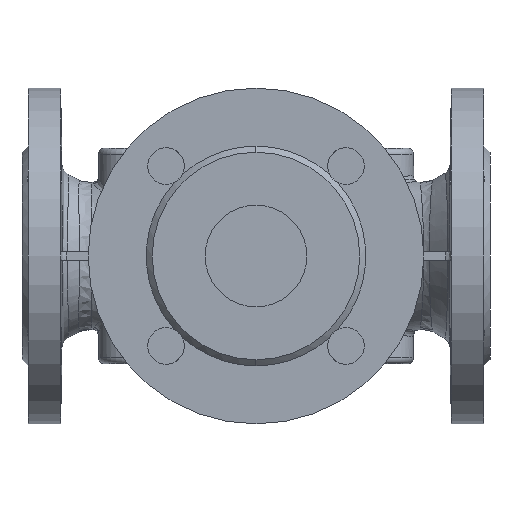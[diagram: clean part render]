
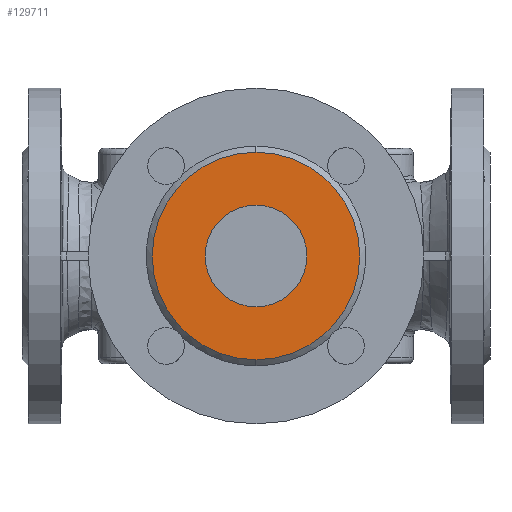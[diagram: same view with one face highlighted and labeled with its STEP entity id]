
A CAD part, front view. The second image highlights one B-rep face of the part: STEP entity #129711.
In plain terms, the highlighted planar face has unit normal (0, -1, 0).
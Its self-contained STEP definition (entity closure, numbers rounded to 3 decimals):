
#1024 = VERTEX_POINT ( 'NONE', #135521 ) ;
#2055 = AXIS2_PLACEMENT_3D ( 'NONE', #12935, #25451, #112620 ) ;
#5871 = CIRCLE ( 'NONE', #142799, 51. ) ;
#6316 = EDGE_CURVE ( 'NONE', #47438, #91809, #67213, .T. ) ;
#11333 = VERTEX_POINT ( 'NONE', #143846 ) ;
#12935 = CARTESIAN_POINT ( 'NONE',  ( 25., -164., 0. ) ) ;
#16658 = EDGE_CURVE ( 'NONE', #11333, #1024, #142845, .T. ) ;
#17207 = CARTESIAN_POINT ( 'NONE',  ( 0., -164., -25. ) ) ;
#23822 = CIRCLE ( 'NONE', #58151, 25. ) ;
#25451 = DIRECTION ( 'NONE',  ( 0., 1., 0. ) ) ;
#29091 = DIRECTION ( 'NONE',  ( 0., 1., 0. ) ) ;
#35017 = DIRECTION ( 'NONE',  ( 0., 0., -1. ) ) ;
#47438 = VERTEX_POINT ( 'NONE', #17207 ) ;
#47584 = DIRECTION ( 'NONE',  ( 0., -1., 0. ) ) ;
#48397 = ORIENTED_EDGE ( 'NONE', *, *, #16658, .F. ) ;
#49003 = CARTESIAN_POINT ( 'NONE',  ( 0., -164., 0. ) ) ;
#49484 = PLANE ( 'NONE',  #2055 ) ;
#56922 = DIRECTION ( 'NONE',  ( 0., 1., 0. ) ) ;
#58151 = AXIS2_PLACEMENT_3D ( 'NONE', #49003, #136070, #61512 ) ;
#59262 = EDGE_LOOP ( 'NONE', ( #48397, #85210 ) ) ;
#61512 = DIRECTION ( 'NONE',  ( 0., 0., -1. ) ) ;
#66933 = CARTESIAN_POINT ( 'NONE',  ( 0., -164., 25. ) ) ;
#67213 = CIRCLE ( 'NONE', #69772, 25. ) ;
#69046 = AXIS2_PLACEMENT_3D ( 'NONE', #131496, #56922, #144016 ) ;
#69772 = AXIS2_PLACEMENT_3D ( 'NONE', #134674, #47584, #35017 ) ;
#80026 = FACE_OUTER_BOUND ( 'NONE', #59262, .T. ) ;
#82284 = EDGE_LOOP ( 'NONE', ( #85403, #139871 ) ) ;
#85210 = ORIENTED_EDGE ( 'NONE', *, *, #97838, .F. ) ;
#85403 = ORIENTED_EDGE ( 'NONE', *, *, #6316, .F. ) ;
#91246 = EDGE_CURVE ( 'NONE', #91809, #47438, #23822, .T. ) ;
#91809 = VERTEX_POINT ( 'NONE', #66933 ) ;
#97838 = EDGE_CURVE ( 'NONE', #1024, #11333, #5871, .T. ) ;
#103743 = CARTESIAN_POINT ( 'NONE',  ( 0., -164., 0. ) ) ;
#112620 = DIRECTION ( 'NONE',  ( 0., 0., 1. ) ) ;
#113133 = FACE_BOUND ( 'NONE', #82284, .T. ) ;
#116254 = DIRECTION ( 'NONE',  ( 0., 0., 1. ) ) ;
#129711 = ADVANCED_FACE ( 'NONE', ( #113133, #80026 ), #49484, .F. ) ;
#131496 = CARTESIAN_POINT ( 'NONE',  ( 0., -164., 0. ) ) ;
#134674 = CARTESIAN_POINT ( 'NONE',  ( 0., -164., 0. ) ) ;
#135521 = CARTESIAN_POINT ( 'NONE',  ( 0., -164., -51. ) ) ;
#136070 = DIRECTION ( 'NONE',  ( 0., -1., 0. ) ) ;
#139871 = ORIENTED_EDGE ( 'NONE', *, *, #91246, .F. ) ;
#142799 = AXIS2_PLACEMENT_3D ( 'NONE', #103743, #29091, #116254 ) ;
#142845 = CIRCLE ( 'NONE', #69046, 51. ) ;
#143846 = CARTESIAN_POINT ( 'NONE',  ( 0., -164., 51. ) ) ;
#144016 = DIRECTION ( 'NONE',  ( 0., 0., 1. ) ) ;
